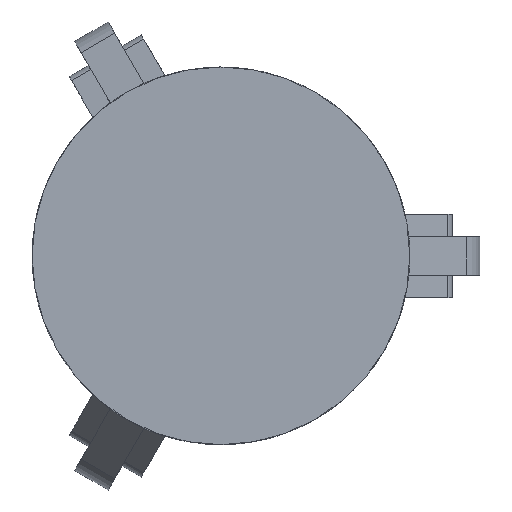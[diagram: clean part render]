
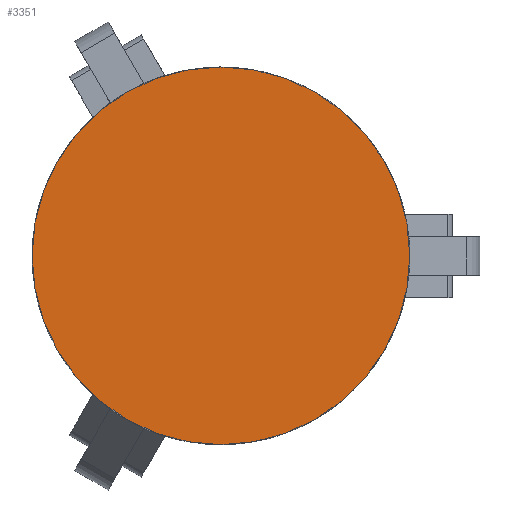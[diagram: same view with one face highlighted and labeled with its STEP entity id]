
A CAD part, top view. The second image highlights one B-rep face of the part: STEP entity #3351.
In plain terms, the highlighted planar face has unit normal (0, 0, 1).
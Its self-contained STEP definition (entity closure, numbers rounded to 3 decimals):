
#318 = CYLINDRICAL_SURFACE('',#319,17.);
#319 = AXIS2_PLACEMENT_3D('',#320,#321,#322);
#320 = CARTESIAN_POINT('',(0.,0.,0.));
#321 = DIRECTION('',(0.,0.,1.));
#322 = DIRECTION('',(1.,0.,0.));
#1894 = VERTEX_POINT('',#1895);
#1895 = CARTESIAN_POINT('',(17.,0.,5.));
#1914 = EDGE_CURVE('',#1894,#1894,#1915,.T.);
#1915 = SURFACE_CURVE('',#1916,(#1921,#1927),.PCURVE_S1.);
#1916 = CIRCLE('',#1917,17.);
#1917 = AXIS2_PLACEMENT_3D('',#1918,#1919,#1920);
#1918 = CARTESIAN_POINT('',(0.,0.,5.));
#1919 = DIRECTION('',(0.,0.,-1.));
#1920 = DIRECTION('',(1.,0.,0.));
#1921 = PCURVE('',#318,#1922);
#1922 = DEFINITIONAL_REPRESENTATION('',(#1923),#1926);
#1923 = B_SPLINE_CURVE_WITH_KNOTS('',1,(#1924,#1925),.UNSPECIFIED.,.F.,
  .F.,(2,2),(0.,6.283),.PIECEWISE_BEZIER_KNOTS.);
#1924 = CARTESIAN_POINT('',(0.,5.));
#1925 = CARTESIAN_POINT('',(-6.283,5.));
#1926 = ( GEOMETRIC_REPRESENTATION_CONTEXT(2) 
PARAMETRIC_REPRESENTATION_CONTEXT() REPRESENTATION_CONTEXT('2D SPACE',''
  ) );
#1927 = PCURVE('',#1928,#1933);
#1928 = PLANE('',#1929);
#1929 = AXIS2_PLACEMENT_3D('',#1930,#1931,#1932);
#1930 = CARTESIAN_POINT('',(0.,0.,5.));
#1931 = DIRECTION('',(0.,0.,-1.));
#1932 = DIRECTION('',(1.,0.,0.));
#1933 = DEFINITIONAL_REPRESENTATION('',(#1934),#1938);
#1934 = CIRCLE('',#1935,17.);
#1935 = AXIS2_PLACEMENT_2D('',#1936,#1937);
#1936 = CARTESIAN_POINT('',(0.,0.));
#1937 = DIRECTION('',(1.,0.));
#1938 = ( GEOMETRIC_REPRESENTATION_CONTEXT(2) 
PARAMETRIC_REPRESENTATION_CONTEXT() REPRESENTATION_CONTEXT('2D SPACE',''
  ) );
#3351 = ADVANCED_FACE('',(#3352),#1928,.F.);
#3352 = FACE_BOUND('',#3353,.T.);
#3353 = EDGE_LOOP('',(#3354));
#3354 = ORIENTED_EDGE('',*,*,#1914,.F.);
